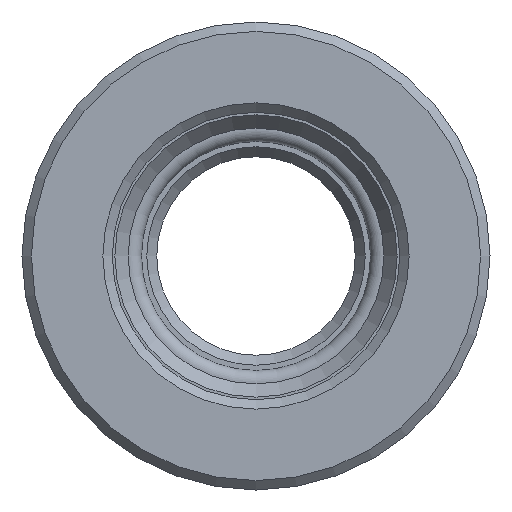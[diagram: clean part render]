
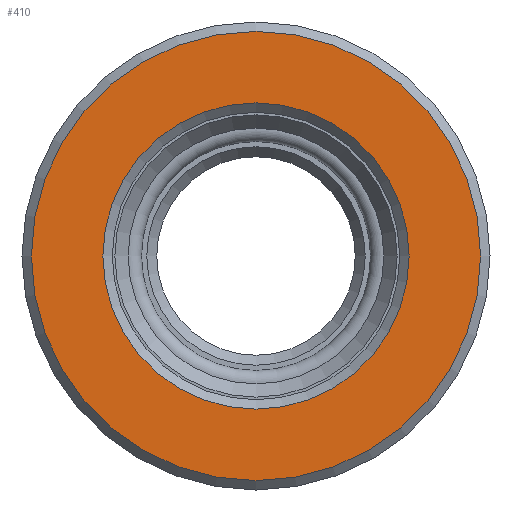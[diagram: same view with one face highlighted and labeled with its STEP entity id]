
A CAD part, left-side view. The second image highlights one B-rep face of the part: STEP entity #410.
In plain terms, the highlighted planar face has unit normal (-1, 0, 0).
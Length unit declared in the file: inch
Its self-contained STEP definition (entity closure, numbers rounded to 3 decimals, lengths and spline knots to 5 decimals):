
#39=PLANE('',#447);
#85=FACE_BOUND('',#144,.T.);
#109=FACE_OUTER_BOUND('',#143,.T.);
#143=EDGE_LOOP('',(#312));
#144=EDGE_LOOP('',(#313));
#196=CIRCLE('',#444,0.651);
#198=CIRCLE('',#448,0.955);
#227=VERTEX_POINT('',#647);
#229=VERTEX_POINT('',#653);
#264=EDGE_CURVE('',#227,#227,#196,.T.);
#266=EDGE_CURVE('',#229,#229,#198,.T.);
#312=ORIENTED_EDGE('',*,*,#266,.F.);
#313=ORIENTED_EDGE('',*,*,#264,.F.);
#410=ADVANCED_FACE('',(#109,#85),#39,.T.);
#444=AXIS2_PLACEMENT_3D('',#648,#511,#512);
#447=AXIS2_PLACEMENT_3D('',#652,#517,#518);
#448=AXIS2_PLACEMENT_3D('',#654,#519,#520);
#511=DIRECTION('center_axis',(-1.,0.,0.));
#512=DIRECTION('ref_axis',(0.,-1.,0.));
#517=DIRECTION('center_axis',(-1.,0.,0.));
#518=DIRECTION('ref_axis',(0.,0.,1.));
#519=DIRECTION('center_axis',(1.,0.,0.));
#520=DIRECTION('ref_axis',(0.,-1.,0.));
#647=CARTESIAN_POINT('',(-0.414,0.651,0.));
#648=CARTESIAN_POINT('Origin',(-0.414,0.,
0.));
#652=CARTESIAN_POINT('Origin',(-0.414,0.4975,0.));
#653=CARTESIAN_POINT('',(-0.414,0.955,0.));
#654=CARTESIAN_POINT('Origin',(-0.414,0.,
0.));
